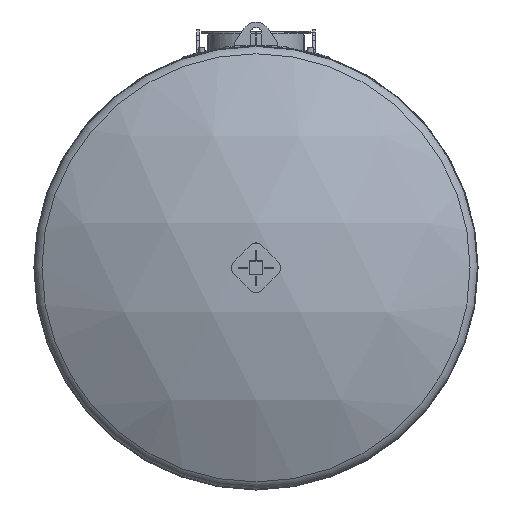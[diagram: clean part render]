
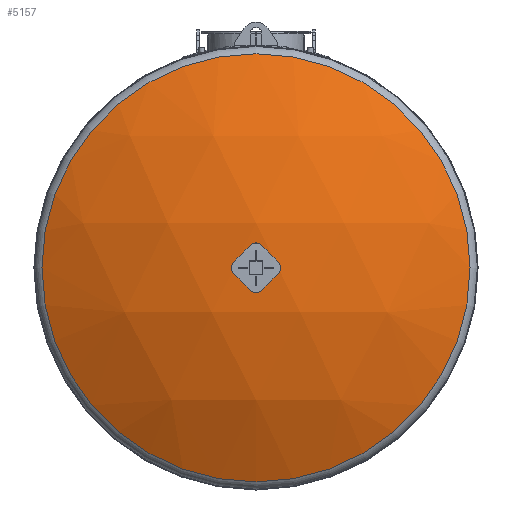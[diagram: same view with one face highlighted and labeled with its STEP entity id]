
A CAD part, left-side view. The second image highlights one B-rep face of the part: STEP entity #5157.
In plain terms, the highlighted spherical face has radius 2915 mm.
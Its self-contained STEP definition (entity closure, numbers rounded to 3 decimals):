
#31=SPHERICAL_SURFACE('',#5661,2915.);
#392=FACE_OUTER_BOUND('',#674,.T.);
#674=EDGE_LOOP('',(#3902));
#1999=CIRCLE('',#5659,1402.06);
#2318=VERTEX_POINT('',#8307);
#2964=EDGE_CURVE('',#2318,#2318,#1999,.T.);
#3902=ORIENTED_EDGE('',*,*,#2964,.T.);
#5157=ADVANCED_FACE('',(#392),#31,.T.);
#5659=AXIS2_PLACEMENT_3D('',#8308,#6511,#6512);
#5661=AXIS2_PLACEMENT_3D('',#8310,#6515,#6516);
#6511=DIRECTION('center_axis',(-1.,0.,0.));
#6512=DIRECTION('ref_axis',(0.,-1.,0.));
#6515=DIRECTION('center_axis',(0.,0.,1.));
#6516=DIRECTION('ref_axis',(0.,-1.,0.));
#8307=CARTESIAN_POINT('',(-127.927,0.,1402.06));
#8308=CARTESIAN_POINT('Origin',(-127.927,0.,
0.));
#8310=CARTESIAN_POINT('Origin',(2427.744,0.,
0.));
